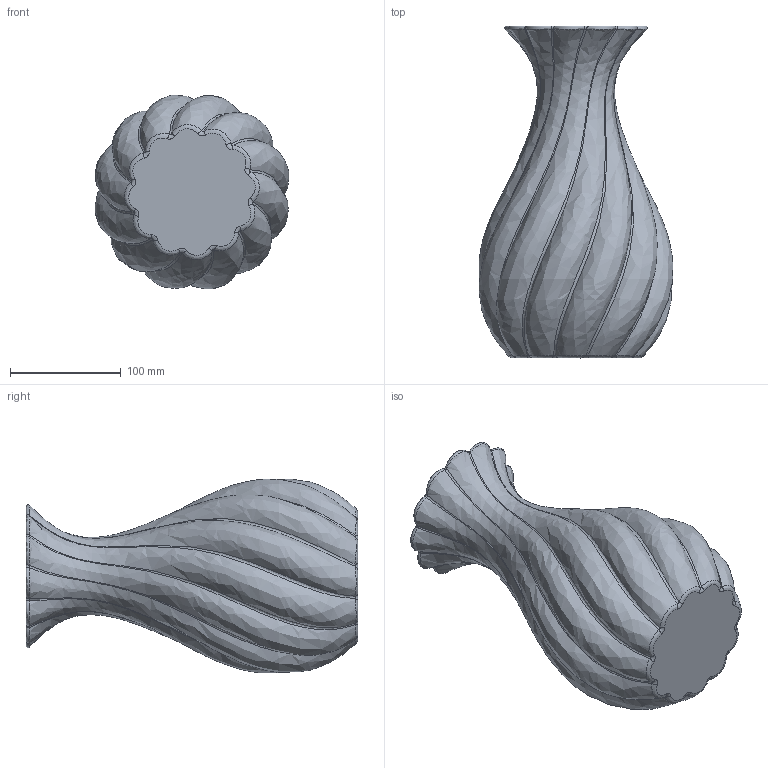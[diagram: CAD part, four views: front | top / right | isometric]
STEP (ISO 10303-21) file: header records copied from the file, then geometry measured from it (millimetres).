
FILE_DESCRIPTION (( 'STEP AP214' ), '1' );
FILE_NAME ('Part38.STEP', '2025-03-03T12:57:13', ( '' ), ( '' ), 'SwSTEP 2.0', 'SolidWorks 2024', '' );
FILE_SCHEMA (( 'AUTOMOTIVE_DESIGN' ));
Length unit declared in the file: millimetre
Products named in the file (1): Part38
Bounding box: 175.23 x 300 x 175.3 mm (x, y, z)
Volume: 708837.2 mm3; surface area: 285027.7 mm2
Topology: 1 solids, 1 shells, 123 faces, 288 edges, 168 vertices
Faces by surface type: bspline 120, plane 3
Entity records: 29124 total; most frequent: CARTESIAN_POINT 27271, ORIENTED_EDGE 576, B_SPLINE_CURVE_WITH_KNOTS 288, EDGE_CURVE 288, VERTEX_POINT 168, EDGE_LOOP 124, ADVANCED_FACE 123, FACE_OUTER_BOUND 123
